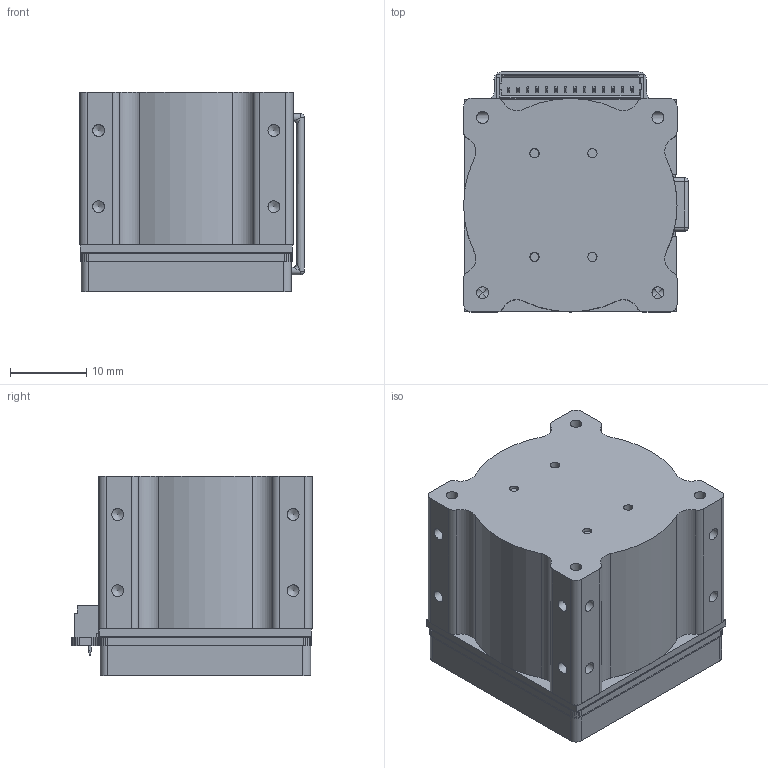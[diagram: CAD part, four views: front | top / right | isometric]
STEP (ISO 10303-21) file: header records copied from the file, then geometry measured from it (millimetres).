
FILE_DESCRIPTION(/* description */ (''),/* implementation_level */ '2;1');
FILE_NAME(/* name */ 'CubeWheel_Small_Shrinkwrap_2.stp',/* time_stamp */ '2017-12-12T14:10:09+02:00',/* author */ ('CubeDouw'),/* organization */ (''),/* preprocessor_version */ 'ST-DEVELOPER v16.13',/* originating_system */ 'Autodesk Inventor 2018',/* authorisation */ '');
FILE_SCHEMA (('AUTOMOTIVE_DESIGN { 1 0 10303 214 3 1 1 }'));
Length unit declared in the file: millimetre
Products named in the file (1): CubeWheel_Small_Shrinkwrap_2
Bounding box: 29.5 x 31.52 x 26.13 mm (x, y, z)
Volume: 6886.3 mm3; surface area: 11062 mm2
Topology: 17 solids, 17 shells, 1005 faces, 3022 edges, 1976 vertices
Faces by surface type: plane 716, cylinder 197, cone 68, torus 16, bspline 4, sphere 4
Full cylindrical faces by diameter (mm): 0.2 x1, 1.221 x4, 1.385 x2, 1.567 x28, 1.6 x2, 1.755 x4, 2 x4, 2.1 x8, 2.3 x4, 3.8 x4, 26.05 x2
Entity records: 34581 total; most frequent: CARTESIAN_POINT 6387, ORIENTED_EDGE 5744, DIRECTION 5400, EDGE_CURVE 2866, LINE 2202, VECTOR 2202, VERTEX_POINT 1925, AXIS2_PLACEMENT_3D 1599
